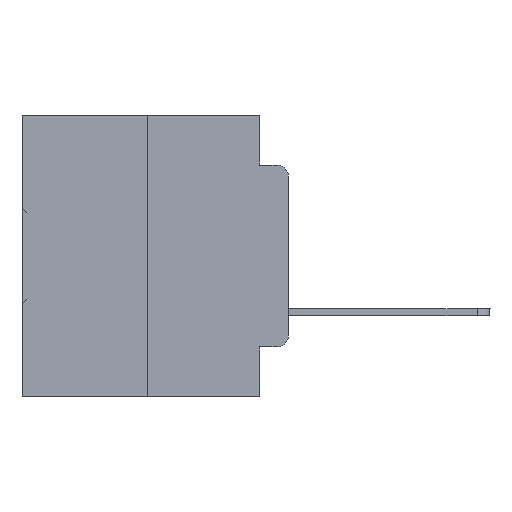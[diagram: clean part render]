
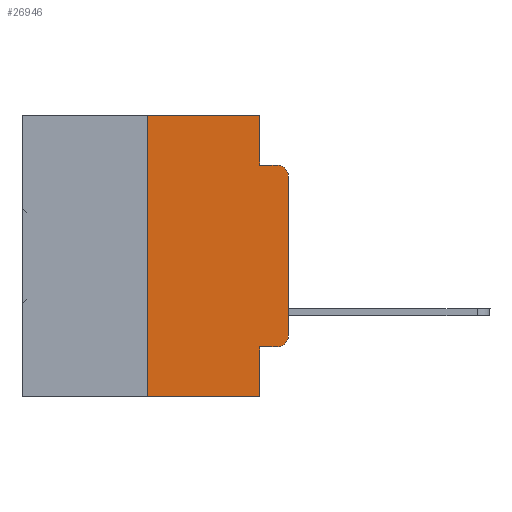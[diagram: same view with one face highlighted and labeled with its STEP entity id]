
A CAD part, left-side view. The second image highlights one B-rep face of the part: STEP entity #26946.
In plain terms, the highlighted planar face has unit normal (-1, 0, 0).
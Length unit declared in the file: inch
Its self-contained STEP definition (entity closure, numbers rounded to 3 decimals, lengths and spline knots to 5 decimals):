
#7 = CARTESIAN_POINT ( 'NONE',  ( 0., 0.473, -0.5 ) ) ;
#130 = VECTOR ( 'NONE', #24073, 39.37008 ) ;
#1061 = ORIENTED_EDGE ( 'NONE', *, *, #24988, .F. ) ;
#1395 = EDGE_CURVE ( 'NONE', #25626, #25461, #9880, .T. ) ;
#1911 = CARTESIAN_POINT ( 'NONE',  ( 0., 0.02, -0.3915 ) ) ;
#2390 = VERTEX_POINT ( 'NONE', #10450 ) ;
#2407 = EDGE_CURVE ( 'NONE', #24335, #6068, #20798, .T. ) ;
#2831 = DIRECTION ( 'NONE',  ( 0., 0., 1. ) ) ;
#2912 = CARTESIAN_POINT ( 'NONE',  ( 0., 0., -0.3915 ) ) ;
#2966 = ORIENTED_EDGE ( 'NONE', *, *, #2407, .T. ) ;
#3488 = CARTESIAN_POINT ( 'NONE',  ( 0., 0.051, -0.0885 ) ) ;
#3608 = DIRECTION ( 'NONE',  ( 0., 0., -1. ) ) ;
#4200 = CARTESIAN_POINT ( 'NONE',  ( 0., 0.02, -0.4115 ) ) ;
#4936 = VERTEX_POINT ( 'NONE', #3488 ) ;
#5933 = CARTESIAN_POINT ( 'NONE',  ( 0., 0.25, 0. ) ) ;
#6068 = VERTEX_POINT ( 'NONE', #4200 ) ;
#7749 = AXIS2_PLACEMENT_3D ( 'NONE', #1911, #12107, #22297 ) ;
#7816 = AXIS2_PLACEMENT_3D ( 'NONE', #9167, #22028, #32237 ) ;
#7944 = ORIENTED_EDGE ( 'NONE', *, *, #26328, .F. ) ;
#8015 = VECTOR ( 'NONE', #2831, 39.37008 ) ;
#8336 = VECTOR ( 'NONE', #25739, 39.37008 ) ;
#8536 = CARTESIAN_POINT ( 'NONE',  ( 0., 0.051, 0. ) ) ;
#8871 = DIRECTION ( 'NONE',  ( 0., 0., -1. ) ) ;
#9167 = CARTESIAN_POINT ( 'NONE',  ( 0., 0.473, 0. ) ) ;
#9583 = CARTESIAN_POINT ( 'NONE',  ( 0., 0.25, 0. ) ) ;
#9880 = LINE ( 'NONE', #7, #8336 ) ;
#10450 = CARTESIAN_POINT ( 'NONE',  ( 0., 0., -0.1085 ) ) ;
#10607 = ORIENTED_EDGE ( 'NONE', *, *, #31972, .T. ) ;
#10714 = DIRECTION ( 'NONE',  ( 0., -1., 0. ) ) ;
#10903 = AXIS2_PLACEMENT_3D ( 'NONE', #13442, #26504, #3608 ) ;
#10926 = ORIENTED_EDGE ( 'NONE', *, *, #19148, .F. ) ;
#12107 = DIRECTION ( 'NONE',  ( -1., 0., 0. ) ) ;
#12110 = CARTESIAN_POINT ( 'NONE',  ( 0., 0.051, 0. ) ) ;
#12352 = EDGE_CURVE ( 'NONE', #25626, #16970, #12399, .T. ) ;
#12399 = LINE ( 'NONE', #9583, #8015 ) ;
#13056 = EDGE_LOOP ( 'NONE', ( #23304, #10607, #7944, #26182, #1061, #27865, #22494, #10926, #2966, #26678 ) ) ;
#13442 = CARTESIAN_POINT ( 'NONE',  ( 0., 0.02, -0.1085 ) ) ;
#14205 = FACE_OUTER_BOUND ( 'NONE', #13056, .T. ) ;
#15154 = VERTEX_POINT ( 'NONE', #22084 ) ;
#15916 = CARTESIAN_POINT ( 'NONE',  ( 0., 0.051, -0.0885 ) ) ;
#15970 = CARTESIAN_POINT ( 'NONE',  ( 0., 0., 0. ) ) ;
#16686 = PLANE ( 'NONE',  #7816 ) ;
#16820 = VECTOR ( 'NONE', #25948, 39.37008 ) ;
#16970 = VERTEX_POINT ( 'NONE', #5933 ) ;
#18522 = EDGE_CURVE ( 'NONE', #6068, #23341, #21073, .T. ) ;
#18715 = CARTESIAN_POINT ( 'NONE',  ( 0., 0.051, 0. ) ) ;
#19148 = EDGE_CURVE ( 'NONE', #24335, #25461, #21559, .T. ) ;
#19295 = CARTESIAN_POINT ( 'NONE',  ( 0., 0.051, -0.4115 ) ) ;
#20770 = VECTOR ( 'NONE', #31336, 39.37008 ) ;
#20798 = LINE ( 'NONE', #21137, #20770 ) ;
#21073 = CIRCLE ( 'NONE', #7749, 0.02 ) ;
#21137 = CARTESIAN_POINT ( 'NONE',  ( 0., 0.051, -0.4115 ) ) ;
#21156 = LINE ( 'NONE', #15970, #31177 ) ;
#21323 = DIRECTION ( 'NONE',  ( 0., 0., 1. ) ) ;
#21559 = LINE ( 'NONE', #18715, #30512 ) ;
#21629 = EDGE_CURVE ( 'NONE', #23341, #2390, #21156, .T. ) ;
#22028 = DIRECTION ( 'NONE',  ( 1., 0., 0. ) ) ;
#22084 = CARTESIAN_POINT ( 'NONE',  ( 0., 0.02, -0.0885 ) ) ;
#22297 = DIRECTION ( 'NONE',  ( 0., 0., -1. ) ) ;
#22494 = ORIENTED_EDGE ( 'NONE', *, *, #1395, .T. ) ;
#23304 = ORIENTED_EDGE ( 'NONE', *, *, #21629, .T. ) ;
#23341 = VERTEX_POINT ( 'NONE', #2912 ) ;
#24073 = DIRECTION ( 'NONE',  ( 0., 0., -1. ) ) ;
#24335 = VERTEX_POINT ( 'NONE', #19295 ) ;
#24775 = VECTOR ( 'NONE', #10714, 39.37008 ) ;
#24988 = EDGE_CURVE ( 'NONE', #16970, #31998, #29115, .T. ) ;
#25325 = CIRCLE ( 'NONE', #10903, 0.02 ) ;
#25461 = VERTEX_POINT ( 'NONE', #26227 ) ;
#25626 = VERTEX_POINT ( 'NONE', #32683 ) ;
#25739 = DIRECTION ( 'NONE',  ( 0., -1., 0. ) ) ;
#25948 = DIRECTION ( 'NONE',  ( 0., -1., 0. ) ) ;
#26182 = ORIENTED_EDGE ( 'NONE', *, *, #31036, .F. ) ;
#26227 = CARTESIAN_POINT ( 'NONE',  ( 0., 0.051, -0.5 ) ) ;
#26328 = EDGE_CURVE ( 'NONE', #4936, #15154, #28627, .T. ) ;
#26504 = DIRECTION ( 'NONE',  ( -1., 0., 0. ) ) ;
#26678 = ORIENTED_EDGE ( 'NONE', *, *, #18522, .T. ) ;
#26946 = ADVANCED_FACE ( 'NONE', ( #14205 ), #16686, .F. ) ;
#27865 = ORIENTED_EDGE ( 'NONE', *, *, #12352, .F. ) ;
#28627 = LINE ( 'NONE', #15916, #16820 ) ;
#28936 = CARTESIAN_POINT ( 'NONE',  ( 0., 0.473, 0. ) ) ;
#29115 = LINE ( 'NONE', #28936, #24775 ) ;
#30512 = VECTOR ( 'NONE', #8871, 39.37008 ) ;
#31036 = EDGE_CURVE ( 'NONE', #31998, #4936, #31918, .T. ) ;
#31177 = VECTOR ( 'NONE', #21323, 39.37008 ) ;
#31336 = DIRECTION ( 'NONE',  ( 0., -1., 0. ) ) ;
#31918 = LINE ( 'NONE', #8536, #130 ) ;
#31972 = EDGE_CURVE ( 'NONE', #2390, #15154, #25325, .T. ) ;
#31998 = VERTEX_POINT ( 'NONE', #12110 ) ;
#32237 = DIRECTION ( 'NONE',  ( 0., 0., -1. ) ) ;
#32683 = CARTESIAN_POINT ( 'NONE',  ( 0., 0.25, -0.5 ) ) ;
